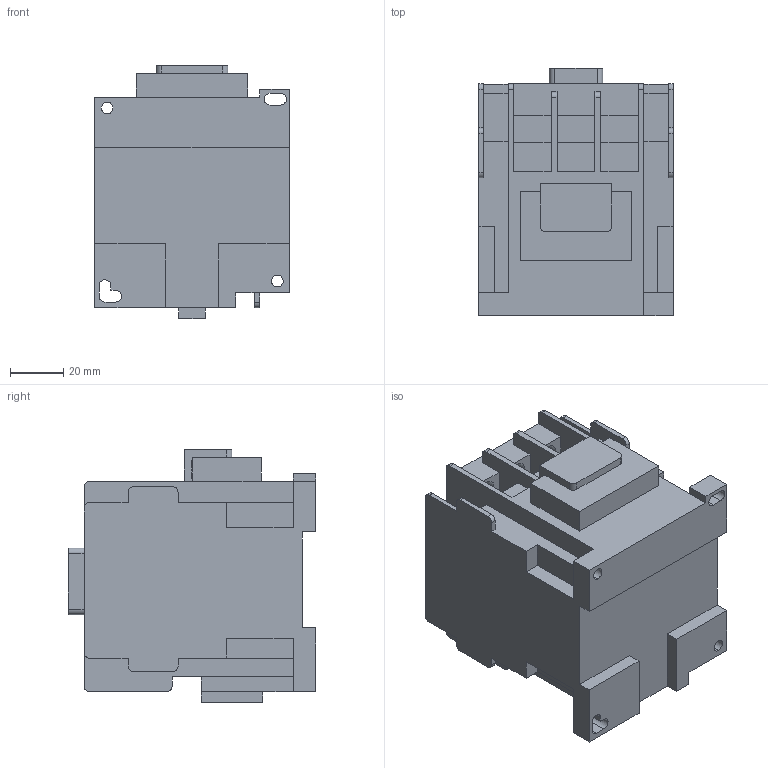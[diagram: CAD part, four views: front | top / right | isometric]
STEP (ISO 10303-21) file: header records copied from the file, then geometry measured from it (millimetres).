
FILE_DESCRIPTION (( 'STEP AP214' ), '1' );
FILE_NAME ('Ktec30-W.STEP', '2020-05-27T10:57:34', ( '' ), ( '' ), 'SwSTEP 2.0', 'SolidWorks 2020', '' );
FILE_SCHEMA (( 'AUTOMOTIVE_DESIGN' ));
Length unit declared in the file: millimetre
Products named in the file (1): Ktec30-W
Bounding box: 73 x 93 x 95.1 mm (x, y, z)
Volume: 404286.4 mm3; surface area: 52986.1 mm2
Topology: 1 solids, 1 shells, 461 faces, 1280 edges, 851 vertices
Faces by surface type: plane 283, cylinder 138, bspline 40
Entity records: 19347 total; most frequent: CARTESIAN_POINT 5065, ORIENTED_EDGE 2560, DIRECTION 2320, EDGE_CURVE 1280, VECTOR 924, LINE 924, VERTEX_POINT 851, AXIS2_PLACEMENT_3D 698
